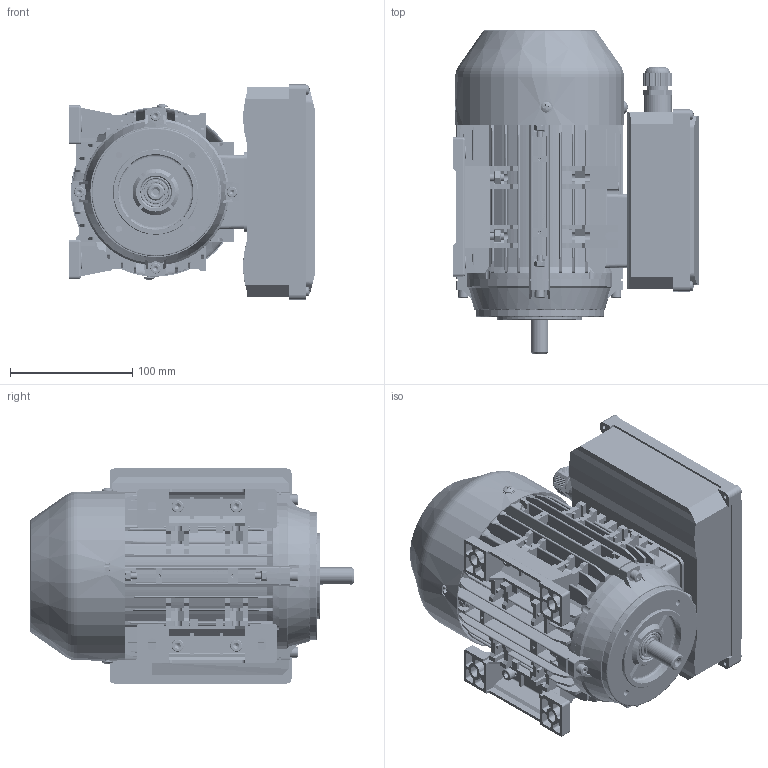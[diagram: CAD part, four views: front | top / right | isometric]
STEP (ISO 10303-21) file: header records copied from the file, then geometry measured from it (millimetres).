
FILE_DESCRIPTION (( 'STEP AP203' ), '1' );
FILE_NAME ('JEML71B34 Big .STEP', '2024-11-28T02:50:53', ( '' ), ( '' ), 'SwSTEP 2.0', 'SolidWorks 2016', '' );
FILE_SCHEMA (( 'CONFIG_CONTROL_DESIGN' ));
Length unit declared in the file: millimetre
Products named in the file (33): JE3-71瑞欶; 攫芛坋趼蹟隊M4X10-10  H type-C_GB_CROSS_SCREWS_TYPE1 M4X16-16  H type-C; JEML71B34 Big ; JE3-71儂釱(羲耀ㄘ; 諉盄啣蹟譫 M5-C_GB_FASTENER_NUT_STNAB M5-C; PG11堤盄蹟杶狟; 电容30x50; JEML 71F 樓湮; JE3-71 綴傷裔B3; curved single coil spring lock washers gb_GB_FASTENER_WASHER_CSLW 6; 电容42x80; PG11堤盄蹟杶奻; 6202粣創; Y2-71 瑞珔; hex nuts, style 1-grades ab gb_GB_FASTENER_NUT_SNAB1 M6-N; 瑞欶蹟隊M4X6-6  H type-C_GB_CROSS_SCREWS_TYPE1 M5X10-10  H type-C; 坋趼攫芛蹟隊M4X10_GB_CROSS_SCREWS_TYPE1 M5X10-10  H type-C; JE3-71菁褐; 15×25×7油封; spring lock washers--normal type gb_GB_FASTENER_WASHER_SW 5; MY80-100 出线螺套橡胶塞; JE3-71蛌粣; MY56 諉盄碟釱 蝶璃; 奻裔攫芛蹟隊M4X16-16  H type-C_GB_CROSS_SCREWS_TYPE1 M4X16-16  H type-C; 电容压板 71; hexagon socket head cap screws gb_GB_FASTENER_SCREWS_HSHCS M6X20-N; PG11; JE3-71傷裔B14; 坋趼攫芛蹟隊M4X6_GB_CROSS_SCREWS_TYPE1 M5X10-10  H type-C; MS63-71諉盄啣; hexagon socket head cap screws gb_GB_FASTENER_SCREWS_HSHCS M5X30-C; 揤盄啣; 萇赽燭陑羲壽
Assembly tree (79 placements, depth 3):
  JEML71B34 Big 
    JE3-71儂釱(羲耀ㄘ
    JEML 71F 樓湮
    萇赽燭陑羲壽
    电容压板 71
    电容42x80
    电容30x50
    MS63-71諉盄啣
    JE3-71傷裔B14
    JE3-71 綴傷裔B3
    JE3-71蛌粣
    6202粣創  x2
    JE3-71瑞欶
    JE3-71菁褐  x2
    攫芛坋趼蹟隊M4X10-10  H type-C_GB_CROSS_SCREWS_TYPE1 M4X16-16  H type-C  x10
    奻裔攫芛蹟隊M4X16-16  H type-C_GB_CROSS_SCREWS_TYPE1 M4X16-16  H type-C
    揤盄啣
    瑞欶蹟隊M4X6-6  H type-C_GB_CROSS_SCREWS_TYPE1 M5X10-10  H type-C  x3
    諉盄啣蹟譫 M5-C_GB_FASTENER_NUT_STNAB M5-C  x8
    hexagon socket head cap screws gb_GB_FASTENER_SCREWS_HSHCS M5X30-C  x8
    spring lock washers--normal type gb_GB_FASTENER_WASHER_SW 5  x8
    15×25×7油封  x2
    PG11
      PG11堤盄蹟杶狟
      PG11堤盄蹟杶奻
      MY80-100 出线螺套橡胶塞
    MY56 諉盄碟釱 蝶璃
    Y2-71 瑞珔
    坋趼攫芛蹟隊M4X10_GB_CROSS_SCREWS_TYPE1 M5X10-10  H type-C  x4
    curved single coil spring lock washers gb_GB_FASTENER_WASHER_CSLW 6  x4
    hex nuts, style 1-grades ab gb_GB_FASTENER_NUT_SNAB1 M6-N  x4
    hexagon socket head cap screws gb_GB_FASTENER_SCREWS_HSHCS M6X20-N  x4
    坋趼攫芛蹟隊M4X6_GB_CROSS_SCREWS_TYPE1 M5X10-10  H type-C
Bounding box: 201.5 x 264.5 x 176 mm (x, y, z)
Volume: 1147030.7 mm3; surface area: 724668.1 mm2
Topology: 108 solids, 110 shells, 7074 faces, 18758 edges, 12120 vertices
Faces by surface type: plane 3594, cylinder 1676, bspline 973, cone 444, torus 209, sphere 178
Entity records: 230440 total; most frequent: CARTESIAN_POINT 85204, ORIENTED_EDGE 31296, DIRECTION 26282, EDGE_CURVE 15648, VERTEX_POINT 10181, VECTOR 9214, LINE 9214, AXIS2_PLACEMENT_3D 8534
